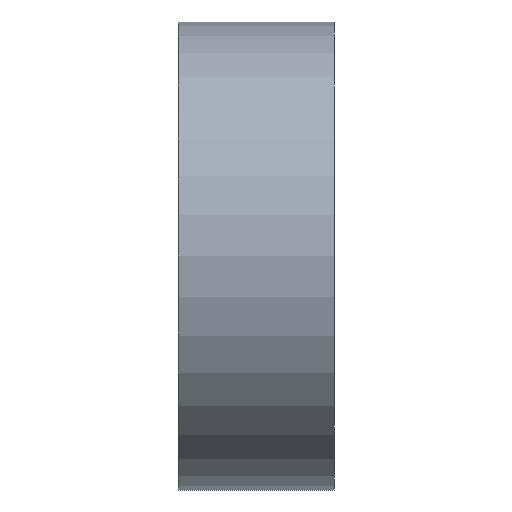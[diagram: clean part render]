
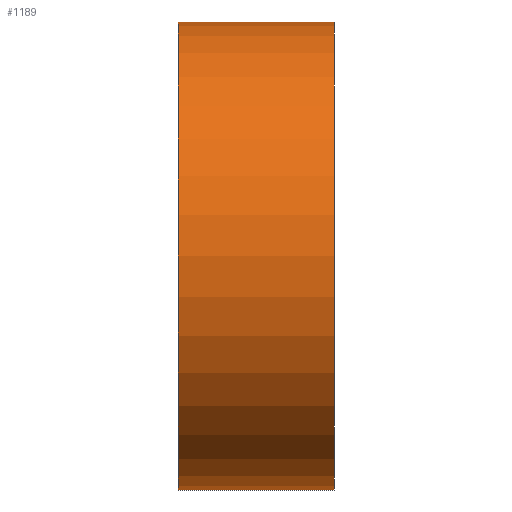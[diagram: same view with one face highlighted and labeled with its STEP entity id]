
A CAD part, left-side view. The second image highlights one B-rep face of the part: STEP entity #1189.
In plain terms, the highlighted cylindrical face has radius 30 mm (diameter 60 mm), a partial arc.
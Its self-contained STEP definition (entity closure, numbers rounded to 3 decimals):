
#78 = DIRECTION ( 'NONE',  ( 0., 0., 1. ) ) ;
#172 = ORIENTED_EDGE ( 'NONE', *, *, #713, .T. ) ;
#277 = DIRECTION ( 'NONE',  ( 0., 1., 0. ) ) ;
#314 = AXIS2_PLACEMENT_3D ( 'NONE', #977, #1234, #892 ) ;
#333 = DIRECTION ( 'NONE',  ( 0., -1., 0. ) ) ;
#345 = CYLINDRICAL_SURFACE ( 'NONE', #314, 30. ) ;
#393 = DIRECTION ( 'NONE',  ( 0., 0., 1. ) ) ;
#407 = CARTESIAN_POINT ( 'NONE',  ( 0., 20., -30. ) ) ;
#447 = FACE_OUTER_BOUND ( 'NONE', #1024, .T. ) ;
#518 = EDGE_CURVE ( 'NONE', #769, #900, #1219, .T. ) ;
#549 = CIRCLE ( 'NONE', #965, 30. ) ;
#660 = EDGE_CURVE ( 'NONE', #1275, #1364, #549, .T. ) ;
#663 = CARTESIAN_POINT ( 'NONE',  ( 0., 20., -30. ) ) ;
#697 = CARTESIAN_POINT ( 'NONE',  ( 0., 0., 30. ) ) ;
#698 = ORIENTED_EDGE ( 'NONE', *, *, #660, .T. ) ;
#704 = CARTESIAN_POINT ( 'NONE',  ( 0., 20., 30. ) ) ;
#713 = EDGE_CURVE ( 'NONE', #769, #1275, #1386, .T. ) ;
#714 = ORIENTED_EDGE ( 'NONE', *, *, #518, .F. ) ;
#762 = EDGE_CURVE ( 'NONE', #900, #1364, #1323, .T. ) ;
#769 = VERTEX_POINT ( 'NONE', #663 ) ;
#852 = DIRECTION ( 'NONE',  ( 0., -1., 0. ) ) ;
#879 = AXIS2_PLACEMENT_3D ( 'NONE', #984, #1100, #78 ) ;
#892 = DIRECTION ( 'NONE',  ( 0., 0., -1. ) ) ;
#900 = VERTEX_POINT ( 'NONE', #704 ) ;
#965 = AXIS2_PLACEMENT_3D ( 'NONE', #967, #277, #393 ) ;
#967 = CARTESIAN_POINT ( 'NONE',  ( 0., 0., 0. ) ) ;
#977 = CARTESIAN_POINT ( 'NONE',  ( 0., 20., 0. ) ) ;
#984 = CARTESIAN_POINT ( 'NONE',  ( 0., 20., 0. ) ) ;
#1024 = EDGE_LOOP ( 'NONE', ( #1213, #714, #172, #698 ) ) ;
#1026 = CARTESIAN_POINT ( 'NONE',  ( 0., 0., -30. ) ) ;
#1089 = VECTOR ( 'NONE', #852, 1000. ) ;
#1091 = CARTESIAN_POINT ( 'NONE',  ( 0., 20., 30. ) ) ;
#1100 = DIRECTION ( 'NONE',  ( 0., 1., 0. ) ) ;
#1189 = ADVANCED_FACE ( 'NONE', ( #447 ), #345, .T. ) ;
#1213 = ORIENTED_EDGE ( 'NONE', *, *, #762, .F. ) ;
#1219 = CIRCLE ( 'NONE', #879, 30. ) ;
#1234 = DIRECTION ( 'NONE',  ( 0., -1., 0. ) ) ;
#1275 = VERTEX_POINT ( 'NONE', #1026 ) ;
#1285 = VECTOR ( 'NONE', #333, 1000. ) ;
#1323 = LINE ( 'NONE', #1091, #1285 ) ;
#1364 = VERTEX_POINT ( 'NONE', #697 ) ;
#1386 = LINE ( 'NONE', #407, #1089 ) ;
